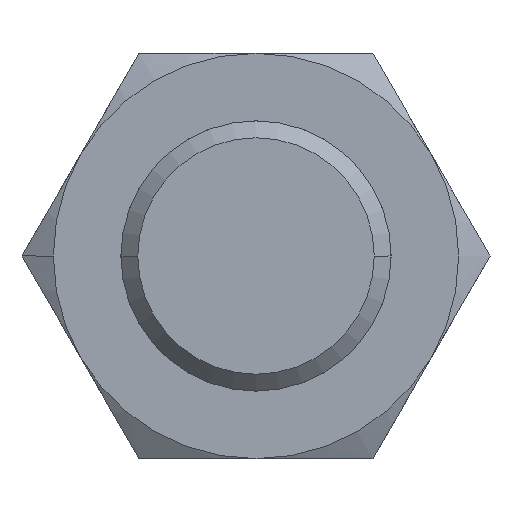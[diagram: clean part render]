
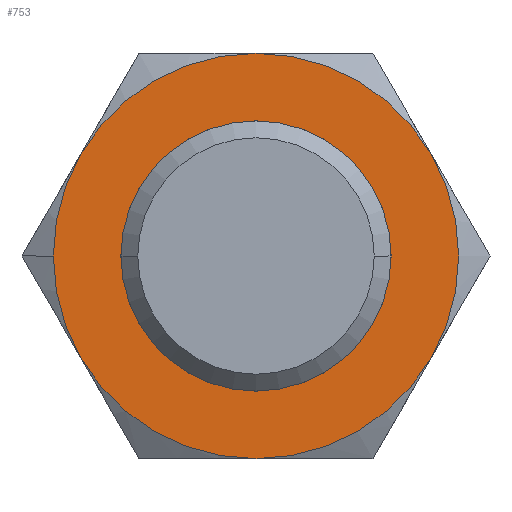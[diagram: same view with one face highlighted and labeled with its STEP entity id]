
A CAD part, front view. The second image highlights one B-rep face of the part: STEP entity #753.
In plain terms, the highlighted planar face has unit normal (0, -1, 0).
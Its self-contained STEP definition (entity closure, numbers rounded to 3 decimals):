
#7 = DIRECTION ( 'NONE',  ( -1., 0., 0. ) ) ;
#21 = DIRECTION ( 'NONE',  ( -1., 0., 0. ) ) ;
#27 = DIRECTION ( 'NONE',  ( -1., 0., 0. ) ) ;
#39 = DIRECTION ( 'NONE',  ( 0., 1., 0. ) ) ;
#47 = ORIENTED_EDGE ( 'NONE', *, *, #658, .F. ) ;
#58 = DIRECTION ( 'NONE',  ( -1., 0., 0. ) ) ;
#69 = DIRECTION ( 'NONE',  ( 0., 1., 0. ) ) ;
#79 = CIRCLE ( 'NONE', #907, 15. ) ;
#91 = EDGE_CURVE ( 'NONE', #548, #106, #922, .T. ) ;
#92 = DIRECTION ( 'NONE',  ( 0., 1., 0. ) ) ;
#97 = CIRCLE ( 'NONE', #632, 15. ) ;
#106 = VERTEX_POINT ( 'NONE', #252 ) ;
#122 = CARTESIAN_POINT ( 'NONE',  ( 15., 0., 0. ) ) ;
#127 = VERTEX_POINT ( 'NONE', #592 ) ;
#170 = AXIS2_PLACEMENT_3D ( 'NONE', #245, #620, #423 ) ;
#172 = CIRCLE ( 'NONE', #732, 15. ) ;
#186 = CIRCLE ( 'NONE', #569, 10. ) ;
#199 = AXIS2_PLACEMENT_3D ( 'NONE', #334, #647, #709 ) ;
#203 = CARTESIAN_POINT ( 'NONE',  ( 0., 0., -15. ) ) ;
#227 = AXIS2_PLACEMENT_3D ( 'NONE', #441, #944, #663 ) ;
#235 = DIRECTION ( 'NONE',  ( -1., 0., 0. ) ) ;
#236 = DIRECTION ( 'NONE',  ( 0., 1., 0. ) ) ;
#244 = ORIENTED_EDGE ( 'NONE', *, *, #561, .F. ) ;
#245 = CARTESIAN_POINT ( 'NONE',  ( 0., 0., 0. ) ) ;
#249 = DIRECTION ( 'NONE',  ( 0., 1., 0. ) ) ;
#250 = VERTEX_POINT ( 'NONE', #759 ) ;
#252 = CARTESIAN_POINT ( 'NONE',  ( 10., 0., 0. ) ) ;
#257 = CARTESIAN_POINT ( 'NONE',  ( 0., 0., 0. ) ) ;
#266 = VERTEX_POINT ( 'NONE', #677 ) ;
#274 = CIRCLE ( 'NONE', #717, 15. ) ;
#277 = EDGE_CURVE ( 'NONE', #808, #127, #568, .T. ) ;
#334 = CARTESIAN_POINT ( 'NONE',  ( 0., 0., 0. ) ) ;
#357 = DIRECTION ( 'NONE',  ( -1., 0., 0. ) ) ;
#381 = ORIENTED_EDGE ( 'NONE', *, *, #923, .F. ) ;
#416 = EDGE_CURVE ( 'NONE', #106, #548, #186, .T. ) ;
#423 = DIRECTION ( 'NONE',  ( -1., 0., 0. ) ) ;
#425 = ORIENTED_EDGE ( 'NONE', *, *, #727, .F. ) ;
#441 = CARTESIAN_POINT ( 'NONE',  ( 0., 0., 0. ) ) ;
#445 = ORIENTED_EDGE ( 'NONE', *, *, #416, .T. ) ;
#471 = CARTESIAN_POINT ( 'NONE',  ( 0., 0., 0. ) ) ;
#472 = VERTEX_POINT ( 'NONE', #203 ) ;
#481 = EDGE_CURVE ( 'NONE', #712, #885, #793, .T. ) ;
#484 = PLANE ( 'NONE',  #829 ) ;
#501 = CARTESIAN_POINT ( 'NONE',  ( -10., 0., 0. ) ) ;
#503 = AXIS2_PLACEMENT_3D ( 'NONE', #257, #236, #21 ) ;
#510 = CARTESIAN_POINT ( 'NONE',  ( 0., 0., 15. ) ) ;
#538 = CARTESIAN_POINT ( 'NONE',  ( -12.99, 0., 7.5 ) ) ;
#548 = VERTEX_POINT ( 'NONE', #501 ) ;
#550 = DIRECTION ( 'NONE',  ( -1., 0., 0. ) ) ;
#557 = FACE_OUTER_BOUND ( 'NONE', #812, .T. ) ;
#561 = EDGE_CURVE ( 'NONE', #250, #472, #172, .T. ) ;
#568 = CIRCLE ( 'NONE', #170, 15. ) ;
#569 = AXIS2_PLACEMENT_3D ( 'NONE', #471, #249, #27 ) ;
#578 = CARTESIAN_POINT ( 'NONE',  ( -15., 0., 0. ) ) ;
#579 = EDGE_CURVE ( 'NONE', #266, #712, #79, .T. ) ;
#585 = DIRECTION ( 'NONE',  ( 0., 1., 0. ) ) ;
#592 = CARTESIAN_POINT ( 'NONE',  ( 12.99, 0., 7.5 ) ) ;
#620 = DIRECTION ( 'NONE',  ( 0., 1., 0. ) ) ;
#632 = AXIS2_PLACEMENT_3D ( 'NONE', #895, #826, #235 ) ;
#634 = FACE_BOUND ( 'NONE', #694, .T. ) ;
#647 = DIRECTION ( 'NONE',  ( 0., 1., 0. ) ) ;
#658 = EDGE_CURVE ( 'NONE', #472, #266, #686, .T. ) ;
#663 = DIRECTION ( 'NONE',  ( -1., 0., 0. ) ) ;
#668 = ORIENTED_EDGE ( 'NONE', *, *, #277, .F. ) ;
#677 = CARTESIAN_POINT ( 'NONE',  ( -12.99, 0., -7.5 ) ) ;
#686 = CIRCLE ( 'NONE', #227, 15. ) ;
#694 = EDGE_LOOP ( 'NONE', ( #771, #445 ) ) ;
#695 = CARTESIAN_POINT ( 'NONE',  ( 0., 0., 0. ) ) ;
#709 = DIRECTION ( 'NONE',  ( -1., 0., 0. ) ) ;
#712 = VERTEX_POINT ( 'NONE', #578 ) ;
#717 = AXIS2_PLACEMENT_3D ( 'NONE', #722, #69, #357 ) ;
#722 = CARTESIAN_POINT ( 'NONE',  ( 0., 0., 0. ) ) ;
#727 = EDGE_CURVE ( 'NONE', #127, #250, #274, .T. ) ;
#732 = AXIS2_PLACEMENT_3D ( 'NONE', #695, #39, #58 ) ;
#737 = ORIENTED_EDGE ( 'NONE', *, *, #481, .F. ) ;
#753 = ADVANCED_FACE ( 'NONE', ( #557, #634 ), #484, .F. ) ;
#759 = CARTESIAN_POINT ( 'NONE',  ( 12.99, 0., -7.5 ) ) ;
#771 = ORIENTED_EDGE ( 'NONE', *, *, #91, .T. ) ;
#793 = CIRCLE ( 'NONE', #199, 15. ) ;
#808 = VERTEX_POINT ( 'NONE', #510 ) ;
#812 = EDGE_LOOP ( 'NONE', ( #381, #737, #909, #47, #244, #425, #668 ) ) ;
#826 = DIRECTION ( 'NONE',  ( 0., 1., 0. ) ) ;
#829 = AXIS2_PLACEMENT_3D ( 'NONE', #122, #92, #550 ) ;
#878 = CARTESIAN_POINT ( 'NONE',  ( 0., 0., 0. ) ) ;
#885 = VERTEX_POINT ( 'NONE', #538 ) ;
#895 = CARTESIAN_POINT ( 'NONE',  ( 0., 0., 0. ) ) ;
#907 = AXIS2_PLACEMENT_3D ( 'NONE', #878, #585, #7 ) ;
#909 = ORIENTED_EDGE ( 'NONE', *, *, #579, .F. ) ;
#922 = CIRCLE ( 'NONE', #503, 10. ) ;
#923 = EDGE_CURVE ( 'NONE', #885, #808, #97, .T. ) ;
#944 = DIRECTION ( 'NONE',  ( 0., 1., 0. ) ) ;
